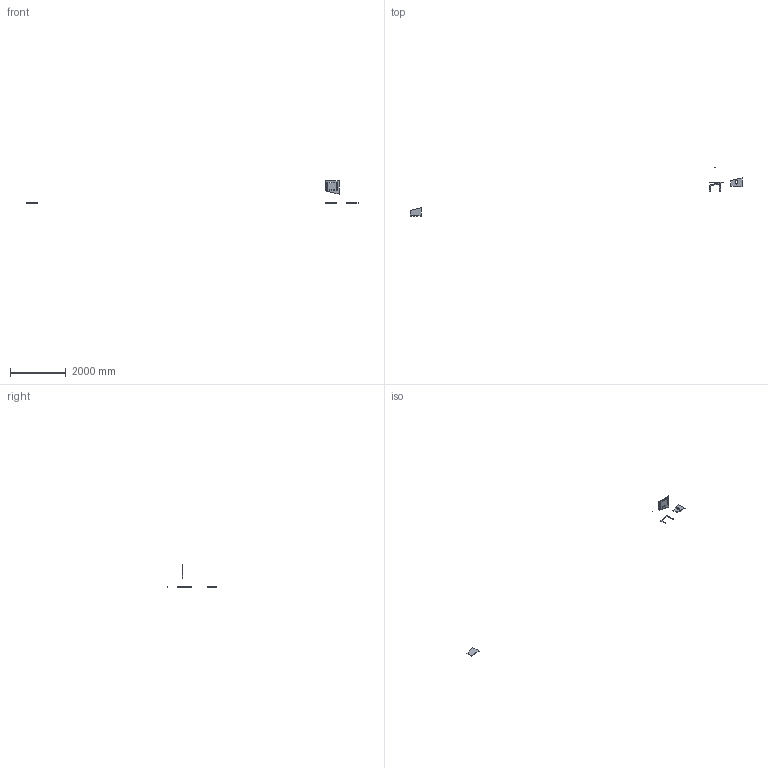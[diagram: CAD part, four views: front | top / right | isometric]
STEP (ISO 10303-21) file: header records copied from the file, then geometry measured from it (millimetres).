
FILE_DESCRIPTION(/* description */ (''),/* implementation_level */ '2;1');
FILE_NAME(/* name */ '5f91e7e2eea5d11649e42eca',/* time_stamp */ '2020-10-22T20:13:26+00:00',/* author */ (''),/* organization */ (''),/* preprocessor_version */ 'ST-DEVELOPER v16.7',/* originating_system */ $,/* authorisation */ $);
FILE_SCHEMA (('AUTOMOTIVE_DESIGN {1 0 10303 214 3 1 1}'));
Length unit declared in the file: metre
Products named in the file (5): Part 5; Part 3; Part 1; Part 4; Part 2
Bounding box: 11897.3 x 1742.02 x 803.63 mm (x, y, z)
Volume: 6476634.7 mm3; surface area: 996470.1 mm2
Topology: 5 solids, 5 shells, 132 faces, 366 edges, 244 vertices
Faces by surface type: plane 126, cylinder 6
Full cylindrical faces by diameter (mm): 10 x2
Entity records: 4345 total; most frequent: CARTESIAN_POINT 745, ORIENTED_EDGE 728, DIRECTION 650, EDGE_CURVE 364, LINE 352, VECTOR 352, VERTEX_POINT 244, EDGE_LOOP 174
